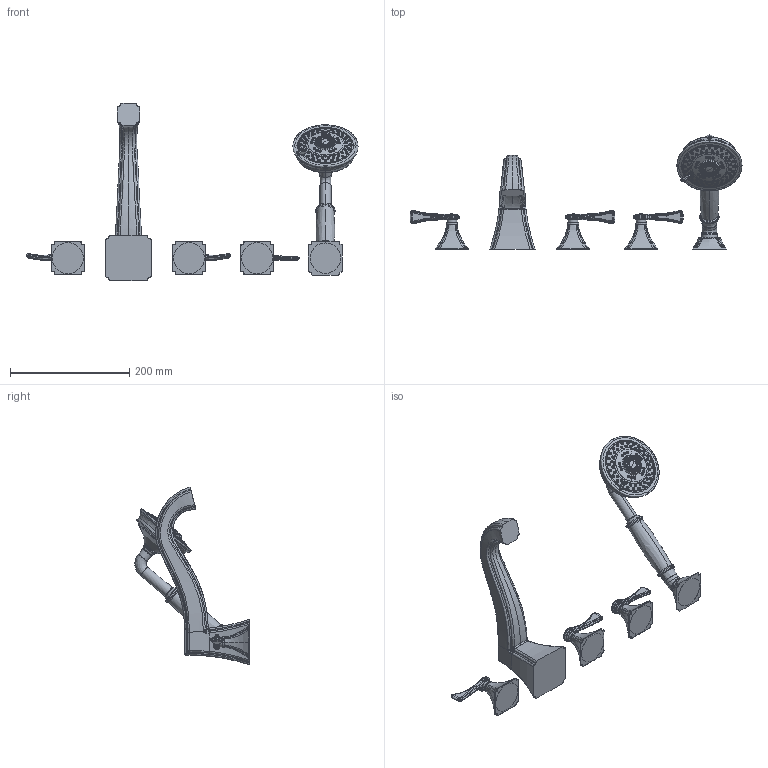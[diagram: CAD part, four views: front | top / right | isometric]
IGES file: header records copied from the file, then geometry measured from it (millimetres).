
Start section:  PTC IGES file: 3-2537.igs
Global section: file name: 3-2537.igs; native system: Creo Parametric by PTC Inc.; preprocessor: 2018400; author: jinson.thomas; organization: Unknown; date: 20210322.112844; units: inch
Bounding box: 556.53 x 191.76 x 297.81 mm (x, y, z)
Volume: 1138979.9 mm3; surface area: 156116 mm2
Topology: 5 solids, 5 shells, 2024 faces, 4399 edges, 2569 vertices
Faces by surface type: revolution 1135, bspline 889
